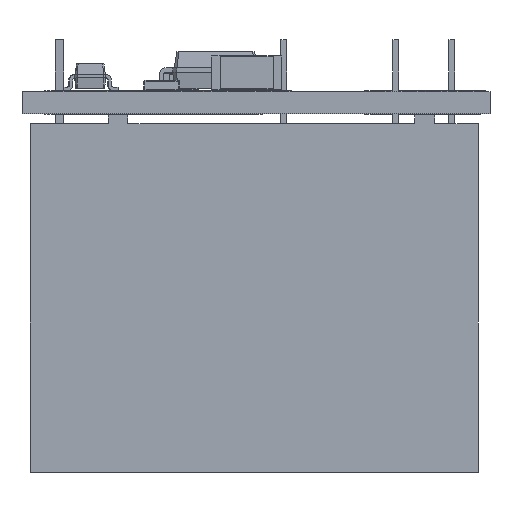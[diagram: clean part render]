
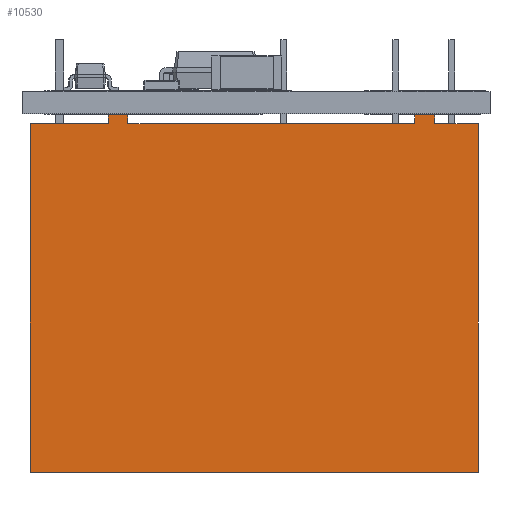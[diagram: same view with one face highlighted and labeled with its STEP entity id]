
A CAD part, front view. The second image highlights one B-rep face of the part: STEP entity #10530.
In plain terms, the highlighted face is planar.
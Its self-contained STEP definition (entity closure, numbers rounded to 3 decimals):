
#10199 = VERTEX_POINT('',#10200);
#10200 = CARTESIAN_POINT('',(16.105,0.4,-8.96));
#10215 = VERTEX_POINT('',#10216);
#10216 = CARTESIAN_POINT('',(17.005,0.4,-8.96));
#10222 = EDGE_CURVE('',#10223,#10215,#10225,.T.);
#10223 = VERTEX_POINT('',#10224);
#10224 = CARTESIAN_POINT('',(18.97,0.4,-8.96));
#10225 = LINE('',#10226,#10227);
#10226 = CARTESIAN_POINT('',(-1.33,0.4,-8.96));
#10227 = VECTOR('',#10228,1.);
#10228 = DIRECTION('',(-1.,0.,0.));
#10311 = VERTEX_POINT('',#10312);
#10312 = CARTESIAN_POINT('',(-1.33,0.4,-8.96));
#10318 = EDGE_CURVE('',#10319,#10311,#10321,.T.);
#10319 = VERTEX_POINT('',#10320);
#10320 = CARTESIAN_POINT('',(2.205,0.4,-8.96));
#10321 = LINE('',#10322,#10323);
#10322 = CARTESIAN_POINT('',(-1.33,0.4,-8.96));
#10323 = VECTOR('',#10324,1.);
#10324 = DIRECTION('',(-1.,0.,0.));
#10343 = VERTEX_POINT('',#10344);
#10344 = CARTESIAN_POINT('',(3.105,0.4,-8.96));
#10350 = EDGE_CURVE('',#10199,#10343,#10351,.T.);
#10351 = LINE('',#10352,#10353);
#10352 = CARTESIAN_POINT('',(-1.33,0.4,-8.96));
#10353 = VECTOR('',#10354,1.);
#10354 = DIRECTION('',(-1.,0.,0.));
#10530 = ADVANCED_FACE('',(#10531),#10602,.F.);
#10531 = FACE_BOUND('',#10532,.T.);
#10532 = EDGE_LOOP('',(#10533,#10534,#10542,#10550,#10556,#10557,#10565,
    #10573,#10579,#10580,#10588,#10596));
#10533 = ORIENTED_EDGE('',*,*,#10222,.T.);
#10534 = ORIENTED_EDGE('',*,*,#10535,.F.);
#10535 = EDGE_CURVE('',#10536,#10215,#10538,.T.);
#10536 = VERTEX_POINT('',#10537);
#10537 = CARTESIAN_POINT('',(17.005,0.,-8.96));
#10538 = LINE('',#10539,#10540);
#10539 = CARTESIAN_POINT('',(17.005,-1.11,-8.96));
#10540 = VECTOR('',#10541,1.);
#10541 = DIRECTION('',(0.,1.,0.));
#10542 = ORIENTED_EDGE('',*,*,#10543,.T.);
#10543 = EDGE_CURVE('',#10536,#10544,#10546,.T.);
#10544 = VERTEX_POINT('',#10545);
#10545 = CARTESIAN_POINT('',(16.105,0.,-8.96));
#10546 = LINE('',#10547,#10548);
#10547 = CARTESIAN_POINT('',(16.105,0.,-8.96));
#10548 = VECTOR('',#10549,1.);
#10549 = DIRECTION('',(-1.,0.,0.));
#10550 = ORIENTED_EDGE('',*,*,#10551,.T.);
#10551 = EDGE_CURVE('',#10544,#10199,#10552,.T.);
#10552 = LINE('',#10553,#10554);
#10553 = CARTESIAN_POINT('',(16.105,-1.11,-8.96));
#10554 = VECTOR('',#10555,1.);
#10555 = DIRECTION('',(0.,1.,0.));
#10556 = ORIENTED_EDGE('',*,*,#10350,.T.);
#10557 = ORIENTED_EDGE('',*,*,#10558,.F.);
#10558 = EDGE_CURVE('',#10559,#10343,#10561,.T.);
#10559 = VERTEX_POINT('',#10560);
#10560 = CARTESIAN_POINT('',(3.105,0.,-8.96));
#10561 = LINE('',#10562,#10563);
#10562 = CARTESIAN_POINT('',(3.105,-1.11,-8.96));
#10563 = VECTOR('',#10564,1.);
#10564 = DIRECTION('',(0.,1.,0.));
#10565 = ORIENTED_EDGE('',*,*,#10566,.T.);
#10566 = EDGE_CURVE('',#10559,#10567,#10569,.T.);
#10567 = VERTEX_POINT('',#10568);
#10568 = CARTESIAN_POINT('',(2.205,0.,-8.96));
#10569 = LINE('',#10570,#10571);
#10570 = CARTESIAN_POINT('',(2.205,0.,-8.96));
#10571 = VECTOR('',#10572,1.);
#10572 = DIRECTION('',(-1.,0.,0.));
#10573 = ORIENTED_EDGE('',*,*,#10574,.T.);
#10574 = EDGE_CURVE('',#10567,#10319,#10575,.T.);
#10575 = LINE('',#10576,#10577);
#10576 = CARTESIAN_POINT('',(2.205,-1.11,-8.96));
#10577 = VECTOR('',#10578,1.);
#10578 = DIRECTION('',(0.,1.,0.));
#10579 = ORIENTED_EDGE('',*,*,#10318,.T.);
#10580 = ORIENTED_EDGE('',*,*,#10581,.F.);
#10581 = EDGE_CURVE('',#10582,#10311,#10584,.T.);
#10582 = VERTEX_POINT('',#10583);
#10583 = CARTESIAN_POINT('',(-1.33,16.2,-8.96));
#10584 = LINE('',#10585,#10586);
#10585 = CARTESIAN_POINT('',(-1.33,16.2,-8.96));
#10586 = VECTOR('',#10587,1.);
#10587 = DIRECTION('',(0.,-1.,0.));
#10588 = ORIENTED_EDGE('',*,*,#10589,.F.);
#10589 = EDGE_CURVE('',#10590,#10582,#10592,.T.);
#10590 = VERTEX_POINT('',#10591);
#10591 = CARTESIAN_POINT('',(18.97,16.2,-8.96));
#10592 = LINE('',#10593,#10594);
#10593 = CARTESIAN_POINT('',(-1.33,16.2,-8.96));
#10594 = VECTOR('',#10595,1.);
#10595 = DIRECTION('',(-1.,0.,0.));
#10596 = ORIENTED_EDGE('',*,*,#10597,.T.);
#10597 = EDGE_CURVE('',#10590,#10223,#10598,.T.);
#10598 = LINE('',#10599,#10600);
#10599 = CARTESIAN_POINT('',(18.97,16.2,-8.96));
#10600 = VECTOR('',#10601,1.);
#10601 = DIRECTION('',(0.,-1.,0.));
#10602 = PLANE('',#10603);
#10603 = AXIS2_PLACEMENT_3D('',#10604,#10605,#10606);
#10604 = CARTESIAN_POINT('',(-1.33,16.2,-8.96));
#10605 = DIRECTION('',(0.,0.,1.));
#10606 = DIRECTION('',(1.,0.,-0.));
